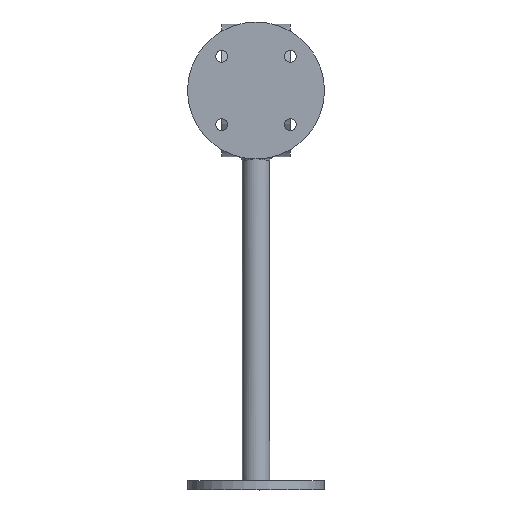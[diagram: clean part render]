
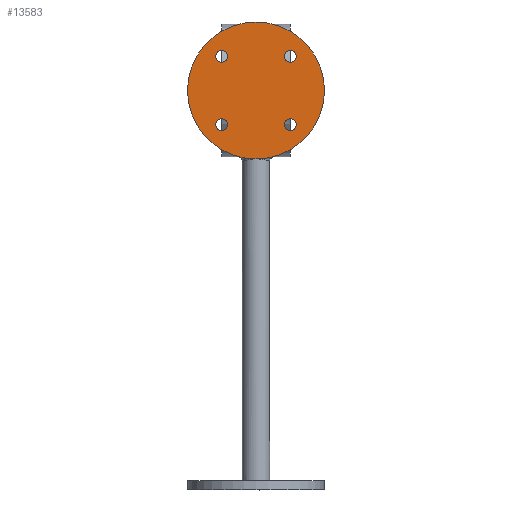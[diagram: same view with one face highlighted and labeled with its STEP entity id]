
A CAD part, front view. The second image highlights one B-rep face of the part: STEP entity #13583.
In plain terms, the highlighted planar face has unit normal (0, -1, 0).
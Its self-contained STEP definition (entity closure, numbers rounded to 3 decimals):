
#195 = EDGE_CURVE ( 'NONE', #14625, #14625, #700, .T. ) ;
#396 = DIRECTION ( 'NONE',  ( 0., 1., 0. ) ) ;
#520 = CARTESIAN_POINT ( 'NONE',  ( 0., 0., 0. ) ) ;
#700 = CIRCLE ( 'NONE', #1443, 2.6 ) ;
#796 = CARTESIAN_POINT ( 'NONE',  ( -15., 0., -15. ) ) ;
#798 = VERTEX_POINT ( 'NONE', #15001 ) ;
#876 = CARTESIAN_POINT ( 'NONE',  ( -15., 0., -12.4 ) ) ;
#951 = AXIS2_PLACEMENT_3D ( 'NONE', #520, #396, #15597 ) ;
#1176 = ORIENTED_EDGE ( 'NONE', *, *, #8439, .T. ) ;
#1225 = DIRECTION ( 'NONE',  ( 0., 1., 0. ) ) ;
#1443 = AXIS2_PLACEMENT_3D ( 'NONE', #796, #9655, #2112 ) ;
#1787 = VERTEX_POINT ( 'NONE', #2359 ) ;
#1818 = PLANE ( 'NONE',  #951 ) ;
#2112 = DIRECTION ( 'NONE',  ( 0., 0., 1. ) ) ;
#2359 = CARTESIAN_POINT ( 'NONE',  ( 15., 0., -12.4 ) ) ;
#2883 = CARTESIAN_POINT ( 'NONE',  ( -15., 0., 15. ) ) ;
#3004 = FACE_OUTER_BOUND ( 'NONE', #8161, .T. ) ;
#3553 = CARTESIAN_POINT ( 'NONE',  ( 0., 0., 30. ) ) ;
#3579 = FACE_BOUND ( 'NONE', #8275, .T. ) ;
#5308 = DIRECTION ( 'NONE',  ( 0., 1., 0. ) ) ;
#5465 = DIRECTION ( 'NONE',  ( 0., 0., 1. ) ) ;
#6103 = CARTESIAN_POINT ( 'NONE',  ( -15., 0., 17.6 ) ) ;
#6634 = EDGE_CURVE ( 'NONE', #11256, #11256, #15838, .T. ) ;
#6921 = VERTEX_POINT ( 'NONE', #3553 ) ;
#7848 = ORIENTED_EDGE ( 'NONE', *, *, #8612, .F. ) ;
#8075 = ORIENTED_EDGE ( 'NONE', *, *, #12857, .T. ) ;
#8161 = EDGE_LOOP ( 'NONE', ( #7848 ) ) ;
#8275 = EDGE_LOOP ( 'NONE', ( #1176 ) ) ;
#8420 = AXIS2_PLACEMENT_3D ( 'NONE', #2883, #5308, #15549 ) ;
#8439 = EDGE_CURVE ( 'NONE', #798, #798, #8661, .T. ) ;
#8550 = FACE_BOUND ( 'NONE', #12674, .T. ) ;
#8612 = EDGE_CURVE ( 'NONE', #6921, #6921, #9256, .T. ) ;
#8661 = CIRCLE ( 'NONE', #9189, 2.6 ) ;
#8897 = DIRECTION ( 'NONE',  ( 0., 0., 1. ) ) ;
#9059 = DIRECTION ( 'NONE',  ( 0., 1., 0. ) ) ;
#9189 = AXIS2_PLACEMENT_3D ( 'NONE', #16340, #1225, #11318 ) ;
#9256 = CIRCLE ( 'NONE', #12924, 30. ) ;
#9655 = DIRECTION ( 'NONE',  ( 0., 1., 0. ) ) ;
#10561 = AXIS2_PLACEMENT_3D ( 'NONE', #15242, #9059, #8897 ) ;
#11256 = VERTEX_POINT ( 'NONE', #6103 ) ;
#11318 = DIRECTION ( 'NONE',  ( 0., 0., 1. ) ) ;
#11807 = CARTESIAN_POINT ( 'NONE',  ( 0., 0., 0. ) ) ;
#11901 = FACE_BOUND ( 'NONE', #13000, .T. ) ;
#12674 = EDGE_LOOP ( 'NONE', ( #8075 ) ) ;
#12857 = EDGE_CURVE ( 'NONE', #1787, #1787, #14666, .T. ) ;
#12924 = AXIS2_PLACEMENT_3D ( 'NONE', #11807, #13191, #5465 ) ;
#13000 = EDGE_LOOP ( 'NONE', ( #14198 ) ) ;
#13191 = DIRECTION ( 'NONE',  ( 0., 1., 0. ) ) ;
#13583 = ADVANCED_FACE ( 'NONE', ( #3579, #8550, #15697, #11901, #3004 ), #1818, .F. ) ;
#14198 = ORIENTED_EDGE ( 'NONE', *, *, #6634, .T. ) ;
#14299 = ORIENTED_EDGE ( 'NONE', *, *, #195, .T. ) ;
#14625 = VERTEX_POINT ( 'NONE', #876 ) ;
#14666 = CIRCLE ( 'NONE', #10561, 2.6 ) ;
#15001 = CARTESIAN_POINT ( 'NONE',  ( 15., 0., 17.6 ) ) ;
#15242 = CARTESIAN_POINT ( 'NONE',  ( 15., 0., -15. ) ) ;
#15549 = DIRECTION ( 'NONE',  ( 0., 0., 1. ) ) ;
#15597 = DIRECTION ( 'NONE',  ( 0., 0., 1. ) ) ;
#15697 = FACE_BOUND ( 'NONE', #15953, .T. ) ;
#15838 = CIRCLE ( 'NONE', #8420, 2.6 ) ;
#15953 = EDGE_LOOP ( 'NONE', ( #14299 ) ) ;
#16340 = CARTESIAN_POINT ( 'NONE',  ( 15., 0., 15. ) ) ;
